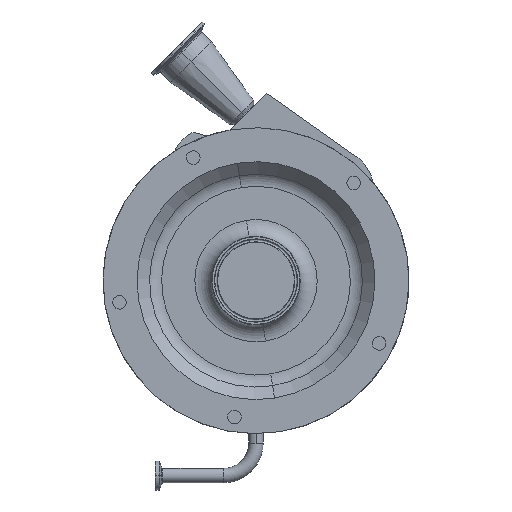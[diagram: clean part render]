
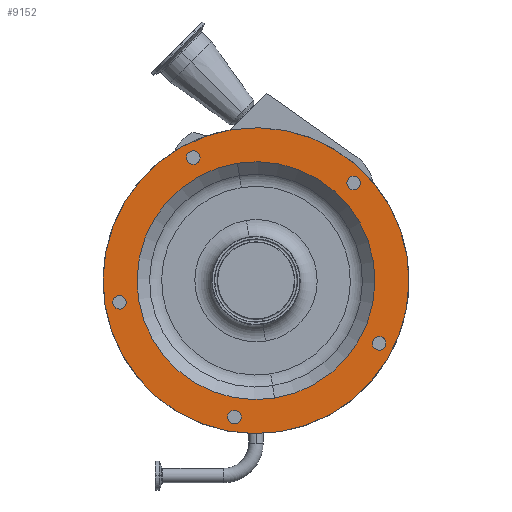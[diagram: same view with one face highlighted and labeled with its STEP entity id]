
A CAD part, top view. The second image highlights one B-rep face of the part: STEP entity #9152.
In plain terms, the highlighted planar face has unit normal (0, 0, 1).
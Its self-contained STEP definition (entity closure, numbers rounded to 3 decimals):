
#3 = CIRCLE ( 'NONE', #6512, 6. ) ;
#75 = FACE_BOUND ( 'NONE', #15152, .T. ) ;
#215 = AXIS2_PLACEMENT_3D ( 'NONE', #8266, #5614, #7023 ) ;
#355 = DIRECTION ( 'NONE',  ( 0.891, 0.454, 0. ) ) ;
#419 = CARTESIAN_POINT ( 'NONE',  ( 0., 0., 197.5 ) ) ;
#499 = DIRECTION ( 'NONE',  ( -0.156, 0.988, 0. ) ) ;
#590 = ORIENTED_EDGE ( 'NONE', *, *, #13343, .F. ) ;
#622 = CARTESIAN_POINT ( 'NONE',  ( -16.426, 103.707, 197.5 ) ) ;
#933 = EDGE_CURVE ( 'NONE', #14393, #1460, #3788, .T. ) ;
#1057 = EDGE_CURVE ( 'NONE', #12574, #10150, #2494, .T. ) ;
#1095 = EDGE_CURVE ( 'NONE', #7984, #3133, #14510, .T. ) ;
#1184 = FACE_OUTER_BOUND ( 'NONE', #8062, .T. ) ;
#1215 = CARTESIAN_POINT ( 'NONE',  ( 90.51, 82.024, 197.5 ) ) ;
#1460 = VERTEX_POINT ( 'NONE', #14939 ) ;
#1573 = AXIS2_PLACEMENT_3D ( 'NONE', #11865, #5994, #8415 ) ;
#1811 = CARTESIAN_POINT ( 'NONE',  ( 0., 0., 197.5 ) ) ;
#2021 = AXIS2_PLACEMENT_3D ( 'NONE', #10527, #9122, #4575 ) ;
#2182 = CARTESIAN_POINT ( 'NONE',  ( -13.159, -121.437, 197.5 ) ) ;
#2186 = EDGE_LOOP ( 'NONE', ( #8637, #2627 ) ) ;
#2494 = CIRCLE ( 'NONE', #11240, 6. ) ;
#2517 = AXIS2_PLACEMENT_3D ( 'NONE', #13365, #8679, #355 ) ;
#2520 = FACE_BOUND ( 'NONE', #14025, .T. ) ;
#2627 = ORIENTED_EDGE ( 'NONE', *, *, #1095, .F. ) ;
#2685 = DIRECTION ( 'NONE',  ( 0., 0., 1. ) ) ;
#2799 = DIRECTION ( 'NONE',  ( 0.707, -0.707, 0. ) ) ;
#2837 = DIRECTION ( 'NONE',  ( -0.988, 0.156, 0. ) ) ;
#2845 = EDGE_CURVE ( 'NONE', #3133, #7984, #9744, .T. ) ;
#3133 = VERTEX_POINT ( 'NONE', #12316 ) ;
#3406 = CARTESIAN_POINT ( 'NONE',  ( 108.703, -55.387, 197.5 ) ) ;
#3655 = VERTEX_POINT ( 'NONE', #14165 ) ;
#3778 = CARTESIAN_POINT ( 'NONE',  ( 16.426, -103.707, 197.5 ) ) ;
#3786 = ORIENTED_EDGE ( 'NONE', *, *, #4080, .F. ) ;
#3788 = CIRCLE ( 'NONE', #8770, 6. ) ;
#3835 = EDGE_LOOP ( 'NONE', ( #8440, #8022 ) ) ;
#3926 = DIRECTION ( 'NONE',  ( -0.156, 0.988, 0. ) ) ;
#3984 = EDGE_CURVE ( 'NONE', #9422, #14714, #3, .T. ) ;
#4068 = DIRECTION ( 'NONE',  ( 0., 0., 1. ) ) ;
#4080 = EDGE_CURVE ( 'NONE', #14714, #9422, #8269, .T. ) ;
#4121 = CIRCLE ( 'NONE', #7126, 105. ) ;
#4575 = DIRECTION ( 'NONE',  ( -0.454, -0.891, 0. ) ) ;
#4697 = EDGE_CURVE ( 'NONE', #7504, #3655, #7784, .T. ) ;
#4854 = ORIENTED_EDGE ( 'NONE', *, *, #10978, .T. ) ;
#4868 = ORIENTED_EDGE ( 'NONE', *, *, #933, .F. ) ;
#4869 = FACE_BOUND ( 'NONE', #3835, .T. ) ;
#5511 = CARTESIAN_POINT ( 'NONE',  ( -121.437, -13.159, 197.5 ) ) ;
#5614 = DIRECTION ( 'NONE',  ( 0., 0., 1. ) ) ;
#5693 = CARTESIAN_POINT ( 'NONE',  ( 86.267, 86.267, 197.5 ) ) ;
#5834 = DIRECTION ( 'NONE',  ( -0.454, -0.891, 0. ) ) ;
#5943 = CARTESIAN_POINT ( 'NONE',  ( 21.119, -133.338, 197.5 ) ) ;
#5980 = FACE_BOUND ( 'NONE', #2186, .T. ) ;
#5994 = DIRECTION ( 'NONE',  ( 0., 0., 1. ) ) ;
#6303 = CARTESIAN_POINT ( 'NONE',  ( -21.119, 133.338, 197.5 ) ) ;
#6321 = DIRECTION ( 'NONE',  ( 0., 0., 1. ) ) ;
#6343 = ORIENTED_EDGE ( 'NONE', *, *, #1057, .F. ) ;
#6491 = EDGE_CURVE ( 'NONE', #15444, #11798, #11037, .T. ) ;
#6512 = AXIS2_PLACEMENT_3D ( 'NONE', #3406, #11548, #5834 ) ;
#6694 = EDGE_CURVE ( 'NONE', #10150, #12574, #11280, .T. ) ;
#6746 = CARTESIAN_POINT ( 'NONE',  ( -120.498, -19.085, 197.5 ) ) ;
#6782 = DIRECTION ( 'NONE',  ( 0., 0., 1. ) ) ;
#7023 = DIRECTION ( 'NONE',  ( -0.988, 0.156, 0. ) ) ;
#7126 = AXIS2_PLACEMENT_3D ( 'NONE', #419, #6321, #499 ) ;
#7289 = AXIS2_PLACEMENT_3D ( 'NONE', #1811, #9883, #3926 ) ;
#7309 = PLANE ( 'NONE',  #9113 ) ;
#7504 = VERTEX_POINT ( 'NONE', #7881 ) ;
#7581 = DIRECTION ( 'NONE',  ( 0., 0., 1. ) ) ;
#7784 = CIRCLE ( 'NONE', #2517, 6. ) ;
#7828 = DIRECTION ( 'NONE',  ( -0.156, 0.988, 0. ) ) ;
#7881 = CARTESIAN_POINT ( 'NONE',  ( -60.733, 105.979, 197.5 ) ) ;
#7984 = VERTEX_POINT ( 'NONE', #2182 ) ;
#8022 = ORIENTED_EDGE ( 'NONE', *, *, #4697, .F. ) ;
#8062 = EDGE_LOOP ( 'NONE', ( #4854, #12834 ) ) ;
#8266 = CARTESIAN_POINT ( 'NONE',  ( -19.085, -120.498, 197.5 ) ) ;
#8269 = CIRCLE ( 'NONE', #2021, 6. ) ;
#8338 = CIRCLE ( 'NONE', #1573, 6. ) ;
#8393 = AXIS2_PLACEMENT_3D ( 'NONE', #10020, #4068, #7828 ) ;
#8400 = FACE_BOUND ( 'NONE', #13611, .T. ) ;
#8415 = DIRECTION ( 'NONE',  ( 0.891, 0.454, 0. ) ) ;
#8440 = ORIENTED_EDGE ( 'NONE', *, *, #8617, .F. ) ;
#8617 = EDGE_CURVE ( 'NONE', #3655, #7504, #8338, .T. ) ;
#8637 = ORIENTED_EDGE ( 'NONE', *, *, #2845, .F. ) ;
#8679 = DIRECTION ( 'NONE',  ( 0., 0., 1. ) ) ;
#8770 = AXIS2_PLACEMENT_3D ( 'NONE', #5693, #13977, #15165 ) ;
#9091 = DIRECTION ( 'NONE',  ( 0., 0., 1. ) ) ;
#9113 = AXIS2_PLACEMENT_3D ( 'NONE', #9581, #14272, #12067 ) ;
#9122 = DIRECTION ( 'NONE',  ( 0., 0., 1. ) ) ;
#9152 = ADVANCED_FACE ( 'NONE', ( #1184, #4869, #8400, #9656, #5980, #75, #2520 ), #7309, .F. ) ;
#9213 = CARTESIAN_POINT ( 'NONE',  ( -119.559, -25.011, 197.5 ) ) ;
#9249 = VERTEX_POINT ( 'NONE', #3778 ) ;
#9422 = VERTEX_POINT ( 'NONE', #10126 ) ;
#9581 = CARTESIAN_POINT ( 'NONE',  ( -38.52, -6.101, 197.5 ) ) ;
#9656 = FACE_BOUND ( 'NONE', #14870, .T. ) ;
#9744 = CIRCLE ( 'NONE', #215, 6. ) ;
#9883 = DIRECTION ( 'NONE',  ( 0., 0., 1. ) ) ;
#9916 = EDGE_CURVE ( 'NONE', #10493, #9249, #4121, .T. ) ;
#9986 = ORIENTED_EDGE ( 'NONE', *, *, #3984, .F. ) ;
#10020 = CARTESIAN_POINT ( 'NONE',  ( 0., 0., 197.5 ) ) ;
#10126 = CARTESIAN_POINT ( 'NONE',  ( 105.979, -60.733, 197.5 ) ) ;
#10150 = VERTEX_POINT ( 'NONE', #9213 ) ;
#10299 = AXIS2_PLACEMENT_3D ( 'NONE', #6746, #9091, #11679 ) ;
#10388 = DIRECTION ( 'NONE',  ( -0.156, 0.988, 0. ) ) ;
#10493 = VERTEX_POINT ( 'NONE', #622 ) ;
#10527 = CARTESIAN_POINT ( 'NONE',  ( 108.703, -55.387, 197.5 ) ) ;
#10536 = CARTESIAN_POINT ( 'NONE',  ( 0., 0., 197.5 ) ) ;
#10681 = AXIS2_PLACEMENT_3D ( 'NONE', #10536, #6782, #10388 ) ;
#10762 = AXIS2_PLACEMENT_3D ( 'NONE', #10912, #2685, #2837 ) ;
#10912 = CARTESIAN_POINT ( 'NONE',  ( -19.085, -120.498, 197.5 ) ) ;
#10978 = EDGE_CURVE ( 'NONE', #11798, #15444, #12631, .T. ) ;
#11037 = CIRCLE ( 'NONE', #7289, 135. ) ;
#11094 = ORIENTED_EDGE ( 'NONE', *, *, #6694, .F. ) ;
#11154 = AXIS2_PLACEMENT_3D ( 'NONE', #13750, #7581, #2799 ) ;
#11240 = AXIS2_PLACEMENT_3D ( 'NONE', #14505, #12227, #14815 ) ;
#11280 = CIRCLE ( 'NONE', #10299, 6. ) ;
#11548 = DIRECTION ( 'NONE',  ( 0., 0., 1. ) ) ;
#11679 = DIRECTION ( 'NONE',  ( -0.156, 0.988, 0. ) ) ;
#11798 = VERTEX_POINT ( 'NONE', #6303 ) ;
#11865 = CARTESIAN_POINT ( 'NONE',  ( -55.387, 108.703, 197.5 ) ) ;
#12067 = DIRECTION ( 'NONE',  ( 0., -1., 0. ) ) ;
#12227 = DIRECTION ( 'NONE',  ( 0., 0., 1. ) ) ;
#12316 = CARTESIAN_POINT ( 'NONE',  ( -25.011, -119.559, 197.5 ) ) ;
#12344 = ORIENTED_EDGE ( 'NONE', *, *, #14555, .F. ) ;
#12574 = VERTEX_POINT ( 'NONE', #5511 ) ;
#12631 = CIRCLE ( 'NONE', #8393, 135. ) ;
#12714 = ORIENTED_EDGE ( 'NONE', *, *, #9916, .F. ) ;
#12798 = CARTESIAN_POINT ( 'NONE',  ( 111.427, -50.041, 197.5 ) ) ;
#12834 = ORIENTED_EDGE ( 'NONE', *, *, #6491, .T. ) ;
#13343 = EDGE_CURVE ( 'NONE', #1460, #14393, #15417, .T. ) ;
#13365 = CARTESIAN_POINT ( 'NONE',  ( -55.387, 108.703, 197.5 ) ) ;
#13611 = EDGE_LOOP ( 'NONE', ( #4868, #590 ) ) ;
#13750 = CARTESIAN_POINT ( 'NONE',  ( 86.267, 86.267, 197.5 ) ) ;
#13977 = DIRECTION ( 'NONE',  ( 0., 0., 1. ) ) ;
#14025 = EDGE_LOOP ( 'NONE', ( #12714, #12344 ) ) ;
#14165 = CARTESIAN_POINT ( 'NONE',  ( -50.041, 111.427, 197.5 ) ) ;
#14179 = CIRCLE ( 'NONE', #10681, 105. ) ;
#14272 = DIRECTION ( 'NONE',  ( 0., 0., -1. ) ) ;
#14393 = VERTEX_POINT ( 'NONE', #1215 ) ;
#14505 = CARTESIAN_POINT ( 'NONE',  ( -120.498, -19.085, 197.5 ) ) ;
#14510 = CIRCLE ( 'NONE', #10762, 6. ) ;
#14555 = EDGE_CURVE ( 'NONE', #9249, #10493, #14179, .T. ) ;
#14714 = VERTEX_POINT ( 'NONE', #12798 ) ;
#14815 = DIRECTION ( 'NONE',  ( -0.156, 0.988, 0. ) ) ;
#14870 = EDGE_LOOP ( 'NONE', ( #9986, #3786 ) ) ;
#14939 = CARTESIAN_POINT ( 'NONE',  ( 82.024, 90.51, 197.5 ) ) ;
#15152 = EDGE_LOOP ( 'NONE', ( #6343, #11094 ) ) ;
#15165 = DIRECTION ( 'NONE',  ( 0.707, -0.707, 0. ) ) ;
#15417 = CIRCLE ( 'NONE', #11154, 6. ) ;
#15444 = VERTEX_POINT ( 'NONE', #5943 ) ;
